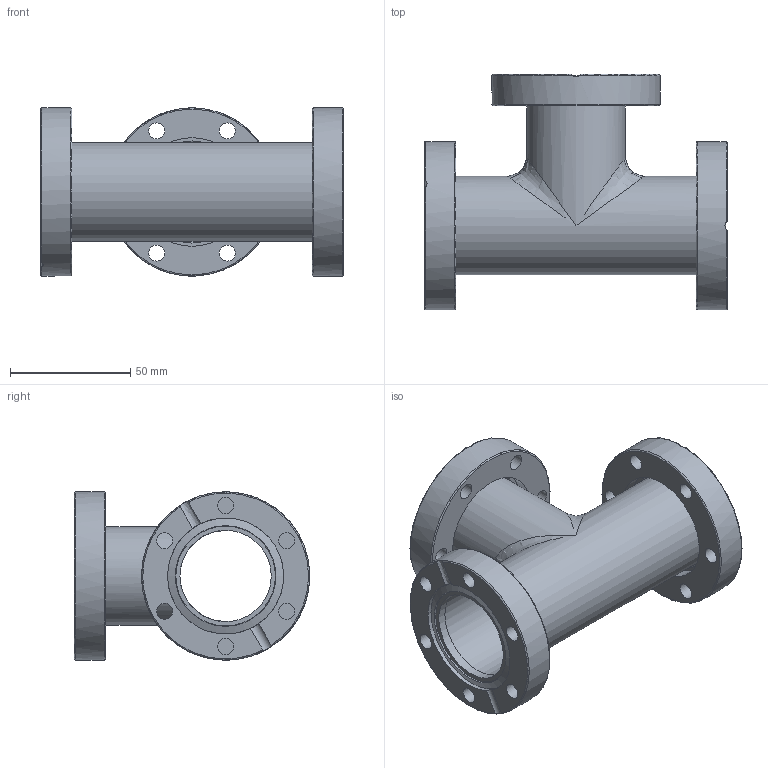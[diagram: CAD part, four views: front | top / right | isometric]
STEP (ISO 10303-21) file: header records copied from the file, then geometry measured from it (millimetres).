
FILE_DESCRIPTION((''),'2;1');
FILE_NAME('TE38RS-316LNS.stp','2009-04-24T11:11:16',('hasers'),(''),'Autodesk Inventor 2008','Autodesk Inventor 2008','');
FILE_SCHEMA(('AUTOMOTIVE_DESIGN { 1 0 10303 214 1 1 1 1 }'));
Length unit declared in the file: millimetre
Products named in the file (5): TE38RS-316LNS; Rohre [Subject [Summary]=T-Collar][Keywords [Summary]=1.4404][Title [Summary]=TEE38-CF]; CF-07 [Keywords [Summary]=1.4429][Company [Summary]=Vacom][Title [Summary]=F35B41]; CF-R [Subject [Summary]=-316LNS][Title [Summary]=F35RIB41]; CF-R [Subject [Summary]=-316LNS][Title [Summary]=F35RO]
Assembly tree (6 placements, depth 2):
  TE38RS-316LNS
    Rohre [Subject [Summary]=T-Collar][Keywords [Summary]=1.4404][Title [Summary]=TEE38-CF]
    CF-07 [Keywords [Summary]=1.4429][Company [Summary]=Vacom][Title [Summary]=F35B41]
    CF-R [Subject [Summary]=-316LNS][Title [Summary]=F35RIB41]  x2
    CF-R [Subject [Summary]=-316LNS][Title [Summary]=F35RO]  x2
Bounding box: 126 x 98 x 70 mm (x, y, z)
Volume: 113702.3 mm3; surface area: 75483.3 mm2
Topology: 6 solids, 6 shells, 100 faces, 262 edges, 168 vertices
Faces by surface type: bspline 37, cylinder 19, plane 18, torus 18, cone 8
Full cylindrical faces by diameter (mm): 38 x3, 41 x2, 41.5 x1, 48.1 x2, 48.3 x1, 48.9 x2, 70 x3
Entity records: 3133 total; most frequent: CARTESIAN_POINT 1666, DIRECTION 276, ORIENTED_EDGE 208, EDGE_LOOP 144, AXIS2_PLACEMENT_3D 134, EDGE_CURVE 104, VERTEX_POINT 88, FACE_BOUND 77
